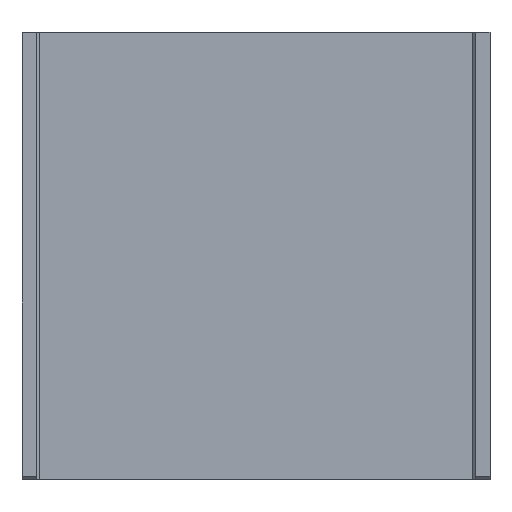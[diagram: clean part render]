
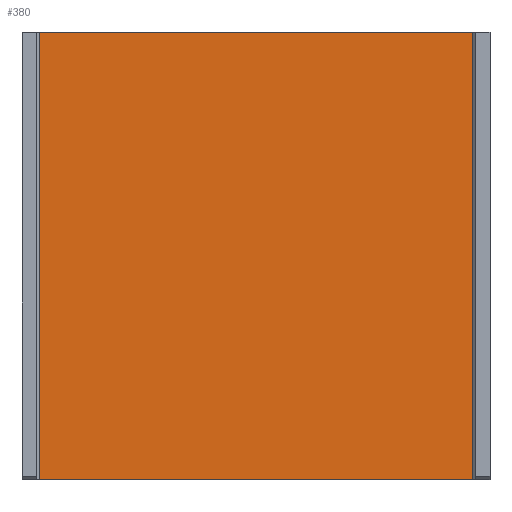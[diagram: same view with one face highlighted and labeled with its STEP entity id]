
A CAD part, top view. The second image highlights one B-rep face of the part: STEP entity #380.
In plain terms, the highlighted planar face has unit normal (0, 0, 1).
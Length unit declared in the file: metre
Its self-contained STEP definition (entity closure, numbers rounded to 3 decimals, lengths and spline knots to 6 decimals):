
#29=ORIENTED_EDGE('',*,*,#139,.T.);
#30=ORIENTED_EDGE('',*,*,#140,.T.);
#31=ORIENTED_EDGE('',*,*,#141,.F.);
#32=ORIENTED_EDGE('',*,*,#142,.T.);
#139=EDGE_CURVE('',#194,#195,#230,.T.);
#140=EDGE_CURVE('',#195,#196,#231,.T.);
#141=EDGE_CURVE('',#197,#196,#232,.T.);
#142=EDGE_CURVE('',#197,#194,#233,.T.);
#194=VERTEX_POINT('',#543);
#195=VERTEX_POINT('',#544);
#196=VERTEX_POINT('',#546);
#197=VERTEX_POINT('',#548);
#230=LINE('',#542,#278);
#231=LINE('',#545,#279);
#232=LINE('',#547,#280);
#233=LINE('',#549,#281);
#278=VECTOR('',#447,1.);
#279=VECTOR('',#448,1.);
#280=VECTOR('',#449,1.);
#281=VECTOR('',#450,1.);
#319=EDGE_LOOP('',(#29,#30,#31,#32));
#340=FACE_BOUND('',#319,.T.);
#361=PLANE('',#414);
#380=ADVANCED_FACE('',(#340),#361,.T.);
#414=AXIS2_PLACEMENT_3D('',#541,#445,#446);
#445=DIRECTION('',(0.,0.,1.));
#446=DIRECTION('',(1.,0.,0.));
#447=DIRECTION('',(1.,0.,0.));
#448=DIRECTION('',(0.,1.,0.));
#449=DIRECTION('',(1.,0.,0.));
#450=DIRECTION('',(0.,-1.,0.));
#541=CARTESIAN_POINT('',(0.,0.,0.003));
#542=CARTESIAN_POINT('',(0.,-0.02835,0.003));
#543=CARTESIAN_POINT('',(-0.027475,-0.02835,0.003));
#544=CARTESIAN_POINT('',(0.027475,-0.02835,0.003));
#545=CARTESIAN_POINT('',(0.027475,0.,0.003));
#546=CARTESIAN_POINT('',(0.027475,0.02835,0.003));
#547=CARTESIAN_POINT('',(0.,0.02835,0.003));
#548=CARTESIAN_POINT('',(-0.027475,0.02835,0.003));
#549=CARTESIAN_POINT('',(-0.027475,-0.02835,0.003));
